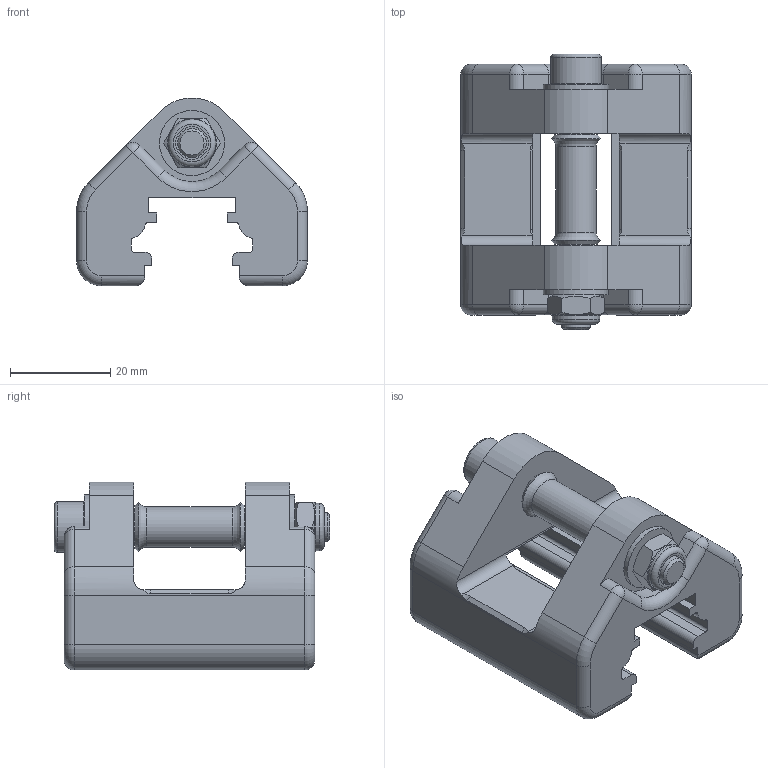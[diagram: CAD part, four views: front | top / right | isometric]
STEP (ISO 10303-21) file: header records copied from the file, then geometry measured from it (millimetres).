
FILE_DESCRIPTION(/* description */ (''),/* implementation_level */ '2;1');
FILE_NAME(/* name */ 'HS24.50S.stp',/* time_stamp */ '2021-04-12T14:35:08+02:00',/* author */ ('lucade'),/* organization */ (''),/* preprocessor_version */ 'ST-DEVELOPER v18.1',/* originating_system */ 'Autodesk Inventor 2021',/* authorisation */ '');
FILE_SCHEMA (('AUTOMOTIVE_DESIGN { 1 0 10303 214 3 1 1 }'));
Length unit declared in the file: millimetre
Products named in the file (1): HS24.050S
Bounding box: 46 x 55 x 37.47 mm (x, y, z)
Volume: 36606.8 mm3; surface area: 14838.7 mm2
Topology: 2 solids, 6 shells, 380 faces, 979 edges, 621 vertices
Faces by surface type: cylinder 132, plane 114, torus 78, cone 48, sphere 4, bspline 4
Full cylindrical faces by diameter (mm): 2.9 x8, 3.1 x8, 5.5 x4, 5.8 x2, 5.9 x1, 6.2 x3, 6.4 x2, 6.5 x1, 8 x1, 9.5 x1, 10 x1, 13 x2
Entity records: 12320 total; most frequent: CARTESIAN_POINT 3202, ORIENTED_EDGE 1940, DIRECTION 1924, EDGE_CURVE 970, AXIS2_PLACEMENT_3D 790, VERTEX_POINT 621, CIRCLE 409, EDGE_LOOP 405
